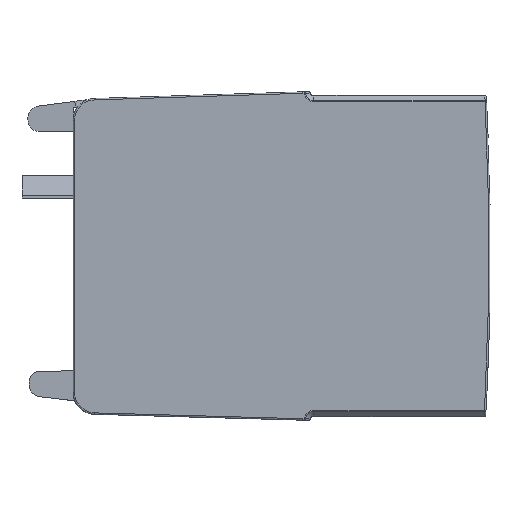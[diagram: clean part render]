
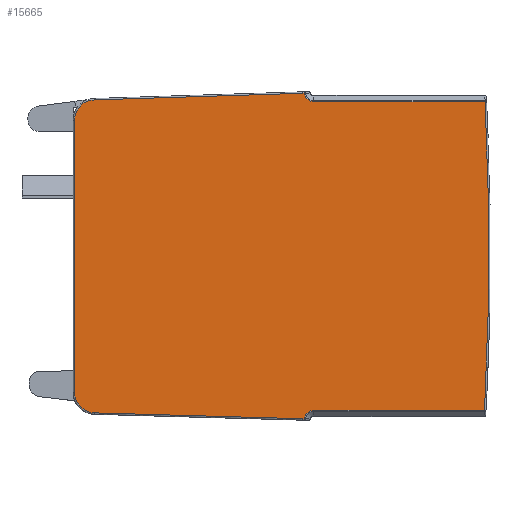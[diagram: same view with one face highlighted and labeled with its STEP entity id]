
A CAD part, left-side view. The second image highlights one B-rep face of the part: STEP entity #15665.
In plain terms, the highlighted face is planar.
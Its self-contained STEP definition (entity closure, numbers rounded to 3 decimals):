
#4347=DIRECTION('',(0.,1.,0.));
#4348=VECTOR('',#4347,0.179);
#4349=CARTESIAN_POINT('',(9.,31.503,-23.05));
#4350=LINE('',#4349,#4348);
#4361=CARTESIAN_POINT('',(9.,-342.811,0.));
#4362=DIRECTION('',(-1.,0.,0.));
#4363=DIRECTION('',(0.,0.999,0.051));
#4364=AXIS2_PLACEMENT_3D('',#4361,#4362,#4363);
#4369=CARTESIAN_POINT('',(9.,33.,-23.25));
#4370=DIRECTION('',(1.,0.,0.));
#4371=DIRECTION('',(0.,0.,1.));
#4372=AXIS2_PLACEMENT_3D('',#4369,#4370,#4371);
#4377=CARTESIAN_POINT('',(9.,33.,-23.25));
#4378=DIRECTION('',(1.,0.,0.));
#4379=DIRECTION('',(0.,-0.706,0.708));
#4380=AXIS2_PLACEMENT_3D('',#4377,#4378,#4379);
#4385=DIRECTION('',(0.,-1.,0.028));
#4386=VECTOR('',#4385,28.592);
#4387=CARTESIAN_POINT('',(9.,31.503,-23.05));
#4388=LINE('',#4387,#4386);
#4392=CARTESIAN_POINT('',(9.,3.,-19.45));
#4393=DIRECTION('',(-1.,0.,0.));
#4394=DIRECTION('',(0.,-0.028,-1.));
#4395=AXIS2_PLACEMENT_3D('',#4392,#4393,#4394);
#4400=CARTESIAN_POINT('',(9.,3.,17.844));
#4401=DIRECTION('',(-1.,0.,0.));
#4402=DIRECTION('',(0.,-1.,0.));
#4403=AXIS2_PLACEMENT_3D('',#4400,#4401,#4402);
#4408=DIRECTION('',(0.,0.999,0.032));
#4409=VECTOR('',#4408,28.606);
#4410=CARTESIAN_POINT('',(9.,2.911,20.642));
#4411=LINE('',#4410,#4409);
#4415=CARTESIAN_POINT('',(9.,33.,21.75));
#4416=DIRECTION('',(1.,0.,0.));
#4417=DIRECTION('',(0.,-0.989,-0.15));
#4418=AXIS2_PLACEMENT_3D('',#4415,#4416,#4417);
#4462=DIRECTION('',(0.,1.,0.));
#4463=VECTOR('',#4462,23.387);
#4464=CARTESIAN_POINT('',(9.,33.,-21.917));
#4465=LINE('',#4464,#4463);
#4689=DIRECTION('',(0.,-1.,0.));
#4690=VECTOR('',#4689,23.467);
#4691=CARTESIAN_POINT('',(9.,56.467,20.417));
#4692=LINE('',#4691,#4690);
#4742=DIRECTION('',(0.,-1.,0.));
#4743=VECTOR('',#4742,0.179);
#4744=CARTESIAN_POINT('',(9.,31.682,21.55));
#4745=LINE('',#4744,#4743);
#4993=DIRECTION('',(0.,0.,-1.));
#4994=VECTOR('',#4993,37.294);
#4995=CARTESIAN_POINT('',(9.,0.2,17.844));
#4996=LINE('',#4995,#4994);
#10799=CARTESIAN_POINT('',(9.,0.2,17.844));
#10800=CARTESIAN_POINT('',(9.,0.2,-19.45));
#10801=VERTEX_POINT('',#10799);
#10802=VERTEX_POINT('',#10800);
#10807=CARTESIAN_POINT('',(9.,56.467,20.417));
#10808=CARTESIAN_POINT('',(9.,56.387,-21.917));
#10809=VERTEX_POINT('',#10807);
#10810=VERTEX_POINT('',#10808);
#10811=CARTESIAN_POINT('',(9.,33.,-21.917));
#10812=VERTEX_POINT('',#10811);
#10813=CARTESIAN_POINT('',(9.,32.058,-22.307));
#10814=CARTESIAN_POINT('',(9.,31.682,-23.05));
#10815=VERTEX_POINT('',#10813);
#10816=VERTEX_POINT('',#10814);
#10817=CARTESIAN_POINT('',(9.,31.503,-23.05));
#10818=VERTEX_POINT('',#10817);
#10819=CARTESIAN_POINT('',(9.,2.922,-22.249));
#10820=VERTEX_POINT('',#10819);
#10821=CARTESIAN_POINT('',(9.,2.911,20.642));
#10822=VERTEX_POINT('',#10821);
#10823=CARTESIAN_POINT('',(9.,31.503,21.55));
#10824=VERTEX_POINT('',#10823);
#10825=CARTESIAN_POINT('',(9.,31.682,21.55));
#10826=VERTEX_POINT('',#10825);
#10827=CARTESIAN_POINT('',(9.,33.,20.417));
#10828=VERTEX_POINT('',#10827);
#15633=CARTESIAN_POINT('',(9.,0.,20.75));
#15634=DIRECTION('',(1.,0.,0.));
#15635=DIRECTION('',(0.,0.,-1.));
#15636=AXIS2_PLACEMENT_3D('',#15633,#15634,#15635);
#15637=PLANE('',#15636);
#15639=ORIENTED_EDGE('',*,*,#15638,.T.);
#15641=ORIENTED_EDGE('',*,*,#15640,.F.);
#15643=ORIENTED_EDGE('',*,*,#15642,.T.);
#15645=ORIENTED_EDGE('',*,*,#15644,.T.);
#15646=ORIENTED_EDGE('',*,*,#15616,.F.);
#15648=ORIENTED_EDGE('',*,*,#15647,.T.);
#15650=ORIENTED_EDGE('',*,*,#15649,.T.);
#15652=ORIENTED_EDGE('',*,*,#15651,.F.);
#15654=ORIENTED_EDGE('',*,*,#15653,.T.);
#15656=ORIENTED_EDGE('',*,*,#15655,.T.);
#15658=ORIENTED_EDGE('',*,*,#15657,.F.);
#15660=ORIENTED_EDGE('',*,*,#15659,.T.);
#15662=ORIENTED_EDGE('',*,*,#15661,.F.);
#15663=EDGE_LOOP('',(#15639,#15641,#15643,#15645,#15646,#15648,#15650,#15652,
#15654,#15656,#15658,#15660,#15662));
#15664=FACE_OUTER_BOUND('',#15663,.F.);
#4365=CIRCLE('',#4364,399.8);
#4373=CIRCLE('',#4372,1.333);
#4381=CIRCLE('',#4380,1.333);
#4396=CIRCLE('',#4395,2.8);
#4404=CIRCLE('',#4403,2.8);
#4419=CIRCLE('',#4418,1.333);
#15616=EDGE_CURVE('',#10818,#10816,#4350,.T.);
#15638=EDGE_CURVE('',#10809,#10810,#4365,.T.);
#15640=EDGE_CURVE('',#10812,#10810,#4465,.T.);
#15642=EDGE_CURVE('',#10812,#10815,#4373,.T.);
#15644=EDGE_CURVE('',#10815,#10816,#4381,.T.);
#15647=EDGE_CURVE('',#10818,#10820,#4388,.T.);
#15649=EDGE_CURVE('',#10820,#10802,#4396,.T.);
#15651=EDGE_CURVE('',#10801,#10802,#4996,.T.);
#15653=EDGE_CURVE('',#10801,#10822,#4404,.T.);
#15655=EDGE_CURVE('',#10822,#10824,#4411,.T.);
#15657=EDGE_CURVE('',#10826,#10824,#4745,.T.);
#15659=EDGE_CURVE('',#10826,#10828,#4419,.T.);
#15661=EDGE_CURVE('',#10809,#10828,#4692,.T.);
#15665=ADVANCED_FACE('',(#15664),#15637,.T.);
